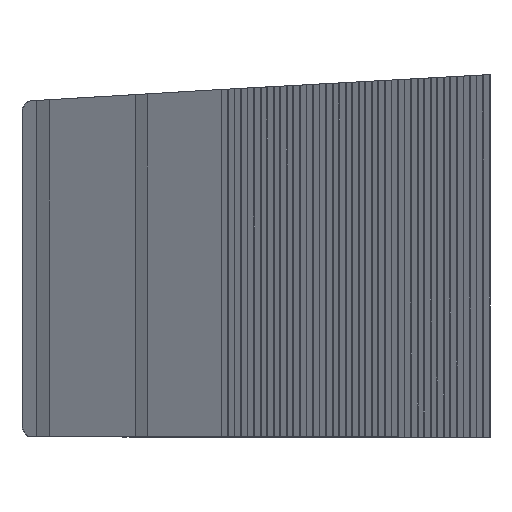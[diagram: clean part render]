
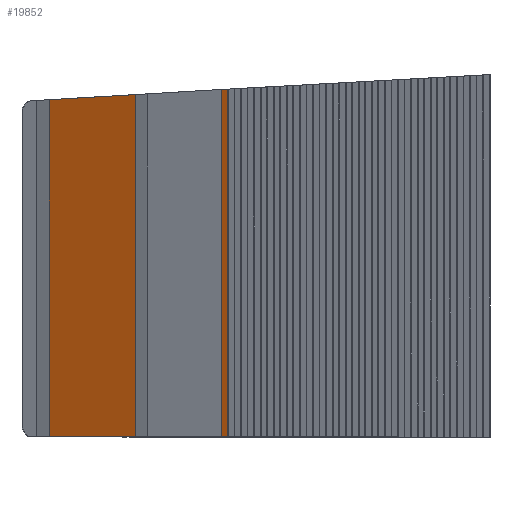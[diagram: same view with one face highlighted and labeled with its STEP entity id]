
A CAD part, top view. The second image highlights one B-rep face of the part: STEP entity #19852.
In plain terms, the highlighted planar face has unit normal (-0.526, 0, 0.851).
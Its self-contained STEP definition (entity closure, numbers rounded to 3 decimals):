
#19581 = PLANE('',#19582);
#19582 = AXIS2_PLACEMENT_3D('',#19583,#19584,#19585);
#19583 = CARTESIAN_POINT('',(0.,-534.619,0.));
#19584 = DIRECTION('',(0.,1.,0.));
#19585 = DIRECTION('',(1.,0.,-0.));
#19607 = PLANE('',#19608);
#19608 = AXIS2_PLACEMENT_3D('',#19609,#19610,#19611);
#19609 = CARTESIAN_POINT('',(8612.554,-45.2,
    9172.476));
#19610 = DIRECTION('',(0.851,0.,0.526));
#19611 = DIRECTION('',(0.,-1.,0.));
#19633 = PLANE('',#19634);
#19634 = AXIS2_PLACEMENT_3D('',#19635,#19636,#19637);
#19635 = CARTESIAN_POINT('',(4.895,-84.046,0.));
#19636 = DIRECTION('',(0.058,-0.998,0.));
#19637 = DIRECTION('',(0.,0.,-1.));
#19657 = PLANE('',#19658);
#19658 = AXIS2_PLACEMENT_3D('',#19659,#19660,#19661);
#19659 = CARTESIAN_POINT('',(-6932.039,-20.197,
    -9874.187));
#19660 = DIRECTION('',(0.609,0.,-0.794));
#19661 = DIRECTION('',(0.,-1.,0.));
#19672 = VERTEX_POINT('',#19673);
#19673 = CARTESIAN_POINT('',(11636.707,-534.619,
    4279.344));
#19694 = VERTEX_POINT('',#19695);
#19695 = CARTESIAN_POINT('',(11056.924,-534.619,
    3921.015));
#19714 = EDGE_CURVE('',#19672,#19694,#19715,.T.);
#19715 = SURFACE_CURVE('',#19716,(#19720,#19726),.PCURVE_S1.);
#19716 = LINE('',#19717,#19718);
#19717 = CARTESIAN_POINT('',(6125.286,-534.619,
    873.063));
#19718 = VECTOR('',#19719,1.);
#19719 = DIRECTION('',(-0.851,0.,-0.526));
#19720 = PCURVE('',#19581,#19721);
#19721 = DEFINITIONAL_REPRESENTATION('',(#19722),#19725);
#19722 = B_SPLINE_CURVE_WITH_KNOTS('',1,(#19723,#19724),.UNSPECIFIED.,
  .F.,.F.,(2,2),(-6933.289,-5531.055),
  .PIECEWISE_BEZIER_KNOTS.);
#19723 = CARTESIAN_POINT('',(12023.077,-4518.137));
#19724 = CARTESIAN_POINT('',(10830.269,-3780.933));
#19725 = ( GEOMETRIC_REPRESENTATION_CONTEXT(2) 
PARAMETRIC_REPRESENTATION_CONTEXT() REPRESENTATION_CONTEXT('2D SPACE',''
  ) );
#19726 = PCURVE('',#19727,#19732);
#19727 = PLANE('',#19728);
#19728 = AXIS2_PLACEMENT_3D('',#19729,#19730,#19731);
#19729 = CARTESIAN_POINT('',(10948.006,22.278,
    3853.699));
#19730 = DIRECTION('',(-0.526,0.,0.851)
  );
#19731 = DIRECTION('',(0.851,0.,0.526));
#19732 = DEFINITIONAL_REPRESENTATION('',(#19733),#19736);
#19733 = B_SPLINE_CURVE_WITH_KNOTS('',1,(#19734,#19735),.UNSPECIFIED.,
  .F.,.F.,(2,2),(-6933.289,-5531.055),
  .PIECEWISE_BEZIER_KNOTS.);
#19734 = CARTESIAN_POINT('',(1263.825,-556.896));
#19735 = CARTESIAN_POINT('',(-138.409,-556.896));
#19736 = ( GEOMETRIC_REPRESENTATION_CONTEXT(2) 
PARAMETRIC_REPRESENTATION_CONTEXT() REPRESENTATION_CONTEXT('2D SPACE',''
  ) );
#19742 = VERTEX_POINT('',#19743);
#19743 = CARTESIAN_POINT('',(11056.924,559.661,
    3921.015));
#19762 = EDGE_CURVE('',#19694,#19742,#19763,.T.);
#19763 = SURFACE_CURVE('',#19764,(#19768,#19774),.PCURVE_S1.);
#19764 = LINE('',#19765,#19766);
#19765 = CARTESIAN_POINT('',(11056.924,1.04,
    3921.015));
#19766 = VECTOR('',#19767,1.);
#19767 = DIRECTION('',(0.,1.,0.));
#19768 = PCURVE('',#19657,#19769);
#19769 = DEFINITIONAL_REPRESENTATION('',(#19770),#19773);
#19770 = B_SPLINE_CURVE_WITH_KNOTS('',1,(#19771,#19772),.UNSPECIFIED.,
  .F.,.F.,(2,2),(-648.253,702.876),
  .PIECEWISE_BEZIER_KNOTS.);
#19771 = CARTESIAN_POINT('',(627.016,-22669.591));
#19772 = CARTESIAN_POINT('',(-724.113,-22669.591));
#19773 = ( GEOMETRIC_REPRESENTATION_CONTEXT(2) 
PARAMETRIC_REPRESENTATION_CONTEXT() REPRESENTATION_CONTEXT('2D SPACE',''
  ) );
#19774 = PCURVE('',#19727,#19775);
#19775 = DEFINITIONAL_REPRESENTATION('',(#19776),#19779);
#19776 = B_SPLINE_CURVE_WITH_KNOTS('',1,(#19777,#19778),.UNSPECIFIED.,
  .F.,.F.,(2,2),(-648.253,702.876),
  .PIECEWISE_BEZIER_KNOTS.);
#19777 = CARTESIAN_POINT('',(128.04,-669.49));
#19778 = CARTESIAN_POINT('',(128.04,681.639));
#19779 = ( GEOMETRIC_REPRESENTATION_CONTEXT(2) 
PARAMETRIC_REPRESENTATION_CONTEXT() REPRESENTATION_CONTEXT('2D SPACE',''
  ) );
#19788 = VERTEX_POINT('',#19789);
#19789 = CARTESIAN_POINT('',(11636.707,593.43,
    4279.344));
#19808 = EDGE_CURVE('',#19742,#19788,#19809,.T.);
#19809 = SURFACE_CURVE('',#19810,(#19814,#19820),.PCURVE_S1.);
#19810 = LINE('',#19811,#19812);
#19811 = CARTESIAN_POINT('',(6114.301,271.787,
    866.274));
#19812 = VECTOR('',#19813,1.);
#19813 = DIRECTION('',(0.85,0.049,0.525)
  );
#19814 = PCURVE('',#19633,#19815);
#19815 = DEFINITIONAL_REPRESENTATION('',(#19816),#19819);
#19816 = B_SPLINE_CURVE_WITH_KNOTS('',1,(#19817,#19818),.UNSPECIFIED.,
  .F.,.F.,(2,2),(5549.001,6954.866),
  .PIECEWISE_BEZIER_KNOTS.);
#19817 = CARTESIAN_POINT('',(-3780.004,10842.215));
#19818 = CARTESIAN_POINT('',(-4518.212,12038.671));
#19819 = ( GEOMETRIC_REPRESENTATION_CONTEXT(2) 
PARAMETRIC_REPRESENTATION_CONTEXT() REPRESENTATION_CONTEXT('2D SPACE',''
  ) );
#19820 = PCURVE('',#19727,#19821);
#19821 = DEFINITIONAL_REPRESENTATION('',(#19822),#19825);
#19822 = B_SPLINE_CURVE_WITH_KNOTS('',1,(#19823,#19824),.UNSPECIFIED.,
  .F.,.F.,(2,2),(5549.001,6954.866),
  .PIECEWISE_BEZIER_KNOTS.);
#19823 = CARTESIAN_POINT('',(-140.175,524.095));
#19824 = CARTESIAN_POINT('',(1263.968,593.663));
#19825 = ( GEOMETRIC_REPRESENTATION_CONTEXT(2) 
PARAMETRIC_REPRESENTATION_CONTEXT() REPRESENTATION_CONTEXT('2D SPACE',''
  ) );
#19833 = EDGE_CURVE('',#19672,#19788,#19834,.T.);
#19834 = SURFACE_CURVE('',#19835,(#19839,#19845),.PCURVE_S1.);
#19835 = LINE('',#19836,#19837);
#19836 = CARTESIAN_POINT('',(11636.707,-11.461,
    4279.344));
#19837 = VECTOR('',#19838,1.);
#19838 = DIRECTION('',(0.,1.,0.));
#19839 = PCURVE('',#19607,#19840);
#19840 = DEFINITIONAL_REPRESENTATION('',(#19841),#19844);
#19841 = B_SPLINE_CURVE_WITH_KNOTS('',1,(#19842,#19843),.UNSPECIFIED.,
  .F.,.F.,(2,2),(-641.013,773.253),
  .PIECEWISE_BEZIER_KNOTS.);
#19842 = CARTESIAN_POINT('',(607.274,5752.238));
#19843 = CARTESIAN_POINT('',(-806.992,5752.238));
#19844 = ( GEOMETRIC_REPRESENTATION_CONTEXT(2) 
PARAMETRIC_REPRESENTATION_CONTEXT() REPRESENTATION_CONTEXT('2D SPACE',''
  ) );
#19845 = PCURVE('',#19727,#19846);
#19846 = DEFINITIONAL_REPRESENTATION('',(#19847),#19850);
#19847 = B_SPLINE_CURVE_WITH_KNOTS('',1,(#19848,#19849),.UNSPECIFIED.,
  .F.,.F.,(2,2),(-641.013,773.253),
  .PIECEWISE_BEZIER_KNOTS.);
#19848 = CARTESIAN_POINT('',(809.619,-674.752));
#19849 = CARTESIAN_POINT('',(809.619,739.514));
#19850 = ( GEOMETRIC_REPRESENTATION_CONTEXT(2) 
PARAMETRIC_REPRESENTATION_CONTEXT() REPRESENTATION_CONTEXT('2D SPACE',''
  ) );
#19852 = ADVANCED_FACE('',(#19853),#19727,.T.);
#19853 = FACE_BOUND('',#19854,.T.);
#19854 = EDGE_LOOP('',(#19855,#19856,#19857,#19858));
#19855 = ORIENTED_EDGE('',*,*,#19714,.F.);
#19856 = ORIENTED_EDGE('',*,*,#19833,.T.);
#19857 = ORIENTED_EDGE('',*,*,#19808,.F.);
#19858 = ORIENTED_EDGE('',*,*,#19762,.F.);
